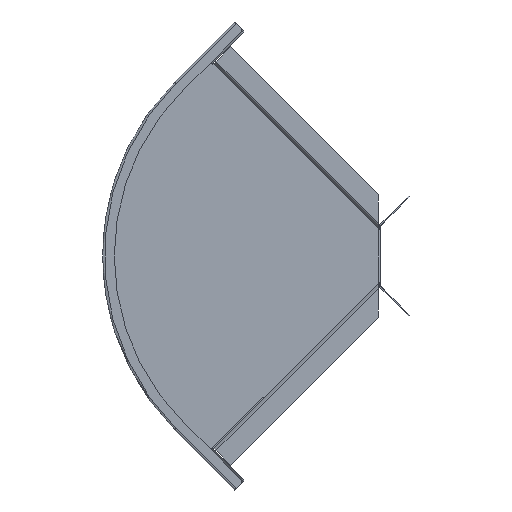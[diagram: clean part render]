
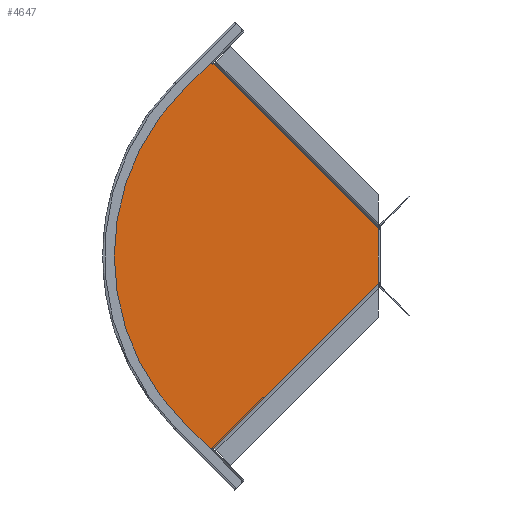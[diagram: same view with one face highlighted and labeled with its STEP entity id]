
A CAD part, front view. The second image highlights one B-rep face of the part: STEP entity #4647.
In plain terms, the highlighted face is planar.
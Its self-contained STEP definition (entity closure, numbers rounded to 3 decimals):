
#3860=DIRECTION('',(-0.383,0.924,0.));
#3861=VECTOR('',#3860,0.868);
#3862=CARTESIAN_POINT('',(202.942,80.832,
0.));
#3863=LINE('',#3862,#3861);
#4081=DIRECTION('',(-0.383,0.924,0.));
#4082=VECTOR('',#4081,283.121);
#4083=CARTESIAN_POINT('',(-119.72,-2.209,
0.));
#4084=LINE('',#4083,#4082);
#4085=DIRECTION('',(-0.383,0.924,0.));
#4086=VECTOR('',#4085,15.);
#4087=CARTESIAN_POINT('',(-227.254,259.698,0.));
#4088=LINE('',#4087,#4086);
#4089=DIRECTION('',(0.924,0.383,0.));
#4090=VECTOR('',#4089,0.879);
#4091=CARTESIAN_POINT('',(-228.066,259.361,
0.));
#4092=LINE('',#4091,#4090);
#4093=DIRECTION('',(-0.924,0.383,0.));
#4094=VECTOR('',#4093,66.125);
#4095=CARTESIAN_POINT('',(-58.628,-27.514,
0.));
#4096=LINE('',#4095,#4094);
#4097=DIRECTION('',(0.924,0.383,0.));
#4098=VECTOR('',#4097,283.121);
#4099=CARTESIAN_POINT('',(-58.628,-27.514,
0.));
#4100=LINE('',#4099,#4098);
#4101=DIRECTION('',(-0.924,-0.383,0.));
#4102=VECTOR('',#4101,15.);
#4103=CARTESIAN_POINT('',(216.464,87.384,
0.));
#4104=LINE('',#4103,#4102);
#4105=DIRECTION('',(0.383,-0.924,0.));
#4106=VECTOR('',#4105,48.);
#4107=CARTESIAN_POINT('',(198.095,131.73,
0.));
#4108=LINE('',#4107,#4106);
#4109=CARTESIAN_POINT('',(-75.373,18.456,
0.));
#4110=DIRECTION('',(0.,0.,-1.));
#4111=DIRECTION('',(-0.383,0.924,0.));
#4112=AXIS2_PLACEMENT_3D('',#4109,#4110,#4111);
#4117=CARTESIAN_POINT('',(-58.628,-27.514,
0.));
#4143=DIRECTION('',(-0.924,-0.383,0.));
#4144=VECTOR('',#4143,48.);
#4145=CARTESIAN_POINT('',(-188.648,291.924,
0.));
#4146=LINE('',#4145,#4144);
#4193=CARTESIAN_POINT('',(202.942,80.832,
0.));
#4195=VERTEX_POINT('',#4193);
#4196=CARTESIAN_POINT('',(-232.994,273.556,
0.));
#4198=VERTEX_POINT('',#4196);
#4201=VERTEX_POINT('',#4117);
#4223=CARTESIAN_POINT('',(-228.066,259.361,
0.));
#4224=VERTEX_POINT('',#4223);
#4225=CARTESIAN_POINT('',(-227.254,259.698,0.));
#4226=VERTEX_POINT('',#4225);
#4227=CARTESIAN_POINT('',(202.609,81.634,
0.));
#4228=VERTEX_POINT('',#4227);
#4231=CARTESIAN_POINT('',(198.095,131.73,
0.));
#4232=CARTESIAN_POINT('',(216.464,87.384,
0.));
#4233=VERTEX_POINT('',#4231);
#4234=VERTEX_POINT('',#4232);
#4235=CARTESIAN_POINT('',(-188.648,291.924,
0.));
#4236=VERTEX_POINT('',#4235);
#4237=CARTESIAN_POINT('',(-119.72,-2.209,
0.));
#4238=VERTEX_POINT('',#4237);
#4626=CARTESIAN_POINT('',(-58.628,-27.514,0.));
#4627=DIRECTION('',(0.,0.,-1.));
#4628=DIRECTION('',(0.924,0.383,0.));
#4629=AXIS2_PLACEMENT_3D('',#4626,#4627,#4628);
#4630=PLANE('',#4629);
#4631=ORIENTED_EDGE('',*,*,#4509,.F.);
#4632=ORIENTED_EDGE('',*,*,#4534,.F.);
#4633=ORIENTED_EDGE('',*,*,#4620,.F.);
#4634=ORIENTED_EDGE('',*,*,#4382,.F.);
#4636=ORIENTED_EDGE('',*,*,#4635,.T.);
#4637=ORIENTED_EDGE('',*,*,#4340,.T.);
#4638=ORIENTED_EDGE('',*,*,#4281,.F.);
#4640=ORIENTED_EDGE('',*,*,#4639,.F.);
#4642=ORIENTED_EDGE('',*,*,#4641,.F.);
#4644=ORIENTED_EDGE('',*,*,#4643,.T.);
#4645=EDGE_LOOP('',(#4631,#4632,#4633,#4634,#4636,#4637,#4638,#4640,#4642,
#4644));
#4646=FACE_OUTER_BOUND('',#4645,.F.);
#4647=ADVANCED_FACE('',(#4646),#4630,.T.);
#4113=CIRCLE('',#4112,296.);
#4281=EDGE_CURVE('',#4234,#4228,#4104,.T.);
#4340=EDGE_CURVE('',#4195,#4228,#3863,.T.);
#4382=EDGE_CURVE('',#4201,#4238,#4096,.T.);
#4509=EDGE_CURVE('',#4226,#4198,#4088,.T.);
#4534=EDGE_CURVE('',#4224,#4226,#4092,.T.);
#4620=EDGE_CURVE('',#4238,#4224,#4084,.T.);
#4635=EDGE_CURVE('',#4201,#4195,#4100,.T.);
#4639=EDGE_CURVE('',#4233,#4234,#4108,.T.);
#4641=EDGE_CURVE('',#4236,#4233,#4113,.T.);
#4643=EDGE_CURVE('',#4236,#4198,#4146,.T.);
